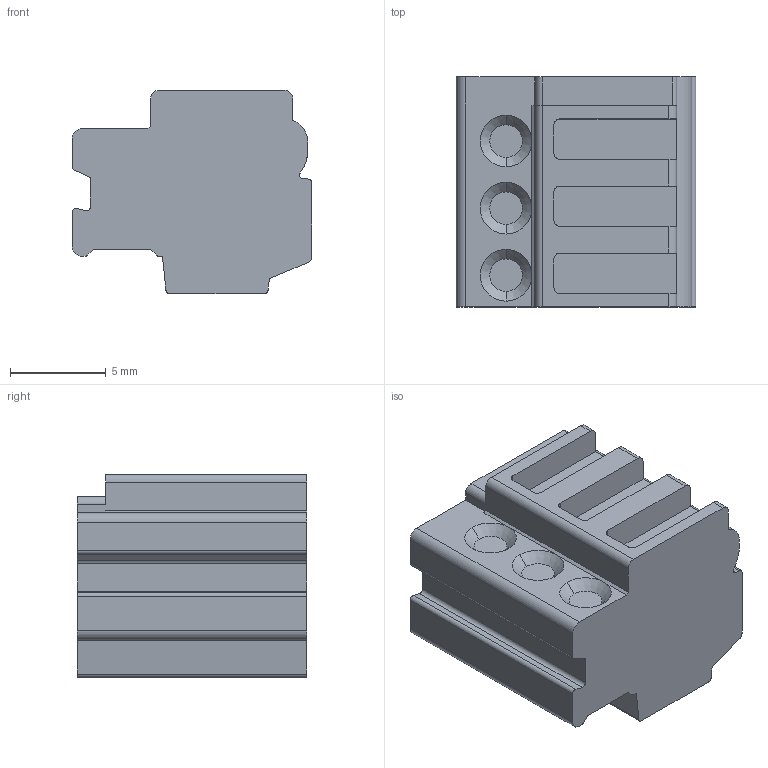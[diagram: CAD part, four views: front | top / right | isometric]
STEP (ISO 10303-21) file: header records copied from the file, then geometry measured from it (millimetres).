
FILE_DESCRIPTION((''),'2;1');
FILE_NAME('RRGG','2024-10-15T11:06:09',('tluser'),(''),'CREO PARAMETRIC BY PTC INC, 2018100','CREO PARAMETRIC BY PTC INC, 2018100','');
FILE_SCHEMA(('CONFIG_CONTROL_DESIGN'));
Length unit declared in the file: millimetre
Products named in the file (1): RRGG
Bounding box: 12.5 x 12 x 10.6 mm (x, y, z)
Volume: 1173.7 mm3; surface area: 849.9 mm2
Topology: 1 solids, 1 shells, 136 faces, 369 edges, 244 vertices
Faces by surface type: plane 76, cylinder 48, cone 12
Entity records: 4399 total; most frequent: CARTESIAN_POINT 817, DIRECTION 755, ORIENTED_EDGE 738, EDGE_CURVE 369, AXIS2_PLACEMENT_3D 256, VERTEX_POINT 244, VECTOR 243, LINE 243
